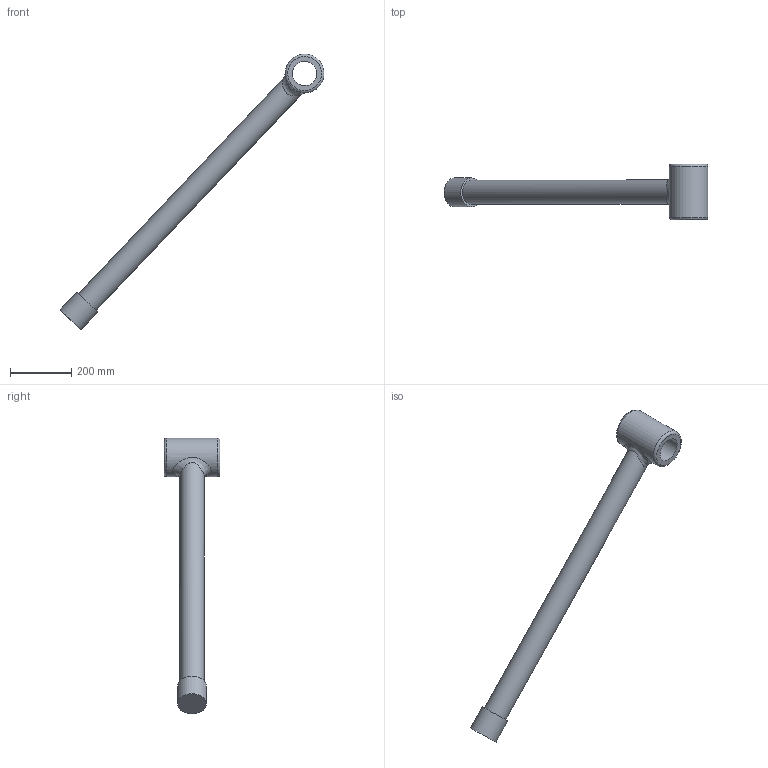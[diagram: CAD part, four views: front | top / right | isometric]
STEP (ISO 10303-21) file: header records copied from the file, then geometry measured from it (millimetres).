
FILE_DESCRIPTION( ( '' ), ' ' );
FILE_NAME( '5836a71252526810fcad87e6.step', '2016-11-24T08:38:43', ( '' ), ( '' ), ' ', ' ', ' ' );
FILE_SCHEMA( ( 'AUTOMOTIVE_DESIGN { 1 0 10303 214 1 1 1 1 }' ) );
Length unit declared in the file: metre
Products named in the file (1): CylinderRodBoom
Bounding box: 862.24 x 182.16 x 900.63 mm (x, y, z)
Volume: 6747837.9 mm3; surface area: 399566.4 mm2
Topology: 1 solids, 1 shells, 11 faces, 19 edges, 12 vertices
Faces by surface type: cylinder 4, plane 4, torus 2, bspline 1
Full cylindrical faces by diameter (mm): 79.2 x2, 95.04 x1, 126.72 x1
Entity records: 2461 total; most frequent: CARTESIAN_POINT 2173, DIRECTION 40, EDGE_LOOP 22, ORIENTED_EDGE 22, AXIS2_PLACEMENT_3D 20, FACE_OUTER_BOUND 18, STYLED_ITEM 11, PRESENTATION_STYLE_ASSIGNMENT 11
